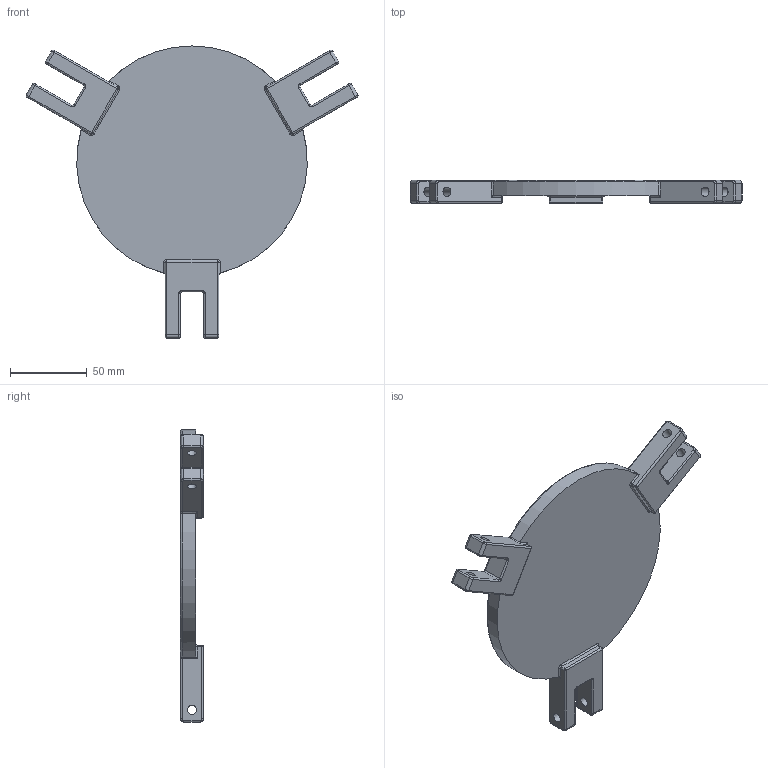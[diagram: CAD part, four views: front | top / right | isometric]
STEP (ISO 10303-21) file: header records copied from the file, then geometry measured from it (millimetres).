
FILE_DESCRIPTION(/* description */ (''),/* implementation_level */ '2;1');
FILE_NAME(/* name */ '2. Base Mvel.stp',/* time_stamp */ '2025-04-23T17:10:22-03:00',/* author */ ('erikg'),/* organization */ (''),/* preprocessor_version */ 'ST-DEVELOPER v20',/* originating_system */ 'Autodesk Inventor 2025',/* authorisation */ '');
FILE_SCHEMA (('AUTOMOTIVE_DESIGN { 1 0 10303 214 3 1 1 }'));
Length unit declared in the file: millimetre
Products named in the file (1): Base Móvel II
Bounding box: 215.95 x 15 x 190 mm (x, y, z)
Volume: 223341.7 mm3; surface area: 53508.2 mm2
Topology: 1 solids, 1 shells, 179 faces, 417 edges, 240 vertices
Faces by surface type: cylinder 93, plane 29, torus 27, bspline 24, sphere 6
Full cylindrical faces by diameter (mm): 6 x6
Entity records: 5245 total; most frequent: CARTESIAN_POINT 1047, DIRECTION 960, ORIENTED_EDGE 834, EDGE_CURVE 417, AXIS2_PLACEMENT_3D 393, VERTEX_POINT 240, CIRCLE 231, EDGE_LOOP 191
